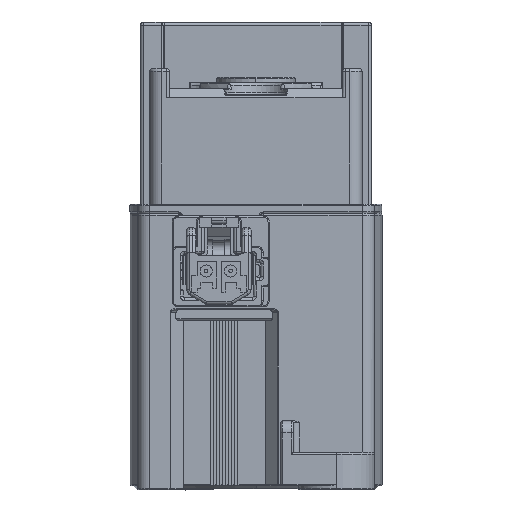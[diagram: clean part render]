
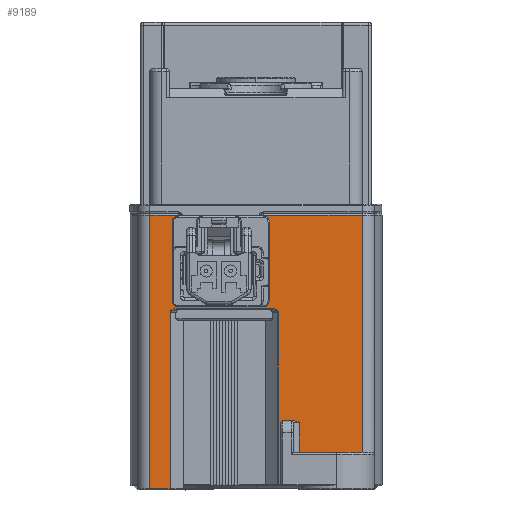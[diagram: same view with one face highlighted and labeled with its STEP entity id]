
A CAD part, left-side view. The second image highlights one B-rep face of the part: STEP entity #9189.
In plain terms, the highlighted planar face has unit normal (-1, 0, 0).
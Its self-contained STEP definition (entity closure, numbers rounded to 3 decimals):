
#1840=CARTESIAN_POINT('',(-25.898,11.467,32.3));
#1841=DIRECTION('',(1.,0.,0.));
#1842=DIRECTION('',(0.,0.,-1.));
#1843=AXIS2_PLACEMENT_3D('',#1840,#1841,#1842);
#1845=CARTESIAN_POINT('',(-25.898,0.067,32.3));
#1846=DIRECTION('',(1.,0.,0.));
#1847=DIRECTION('',(0.,-1.,0.));
#1848=AXIS2_PLACEMENT_3D('',#1845,#1846,#1847);
#1850=DIRECTION('',(0.,-1.,0.));
#1851=VECTOR('',#1850,10.4);
#1852=CARTESIAN_POINT('',(-25.898,-7.133,5.2));
#1853=LINE('',#1852,#1851);
#1854=CARTESIAN_POINT('',(-25.898,-6.302,10.4));
#1855=CARTESIAN_POINT('',(-25.898,-6.39,10.4));
#1856=CARTESIAN_POINT('',(-25.898,-6.568,
10.369));
#1857=CARTESIAN_POINT('',(-25.898,-6.846,
10.257));
#1858=CARTESIAN_POINT('',(-25.898,-7.034,
10.154));
#1859=CARTESIAN_POINT('',(-25.898,-7.133,10.1));
#1861=DIRECTION('',(0.,-1.,0.));
#1862=VECTOR('',#1861,1.869);
#1863=CARTESIAN_POINT('',(-25.898,-4.433,10.4));
#1864=LINE('',#1863,#1862);
#1865=CARTESIAN_POINT('',(-25.898,-4.433,10.1));
#1866=DIRECTION('',(1.,0.,0.));
#1867=DIRECTION('',(0.,1.,0.));
#1868=AXIS2_PLACEMENT_3D('',#1865,#1866,#1867);
#1870=DIRECTION('',(0.,0.,1.));
#1871=VECTOR('',#1870,10.2);
#1872=CARTESIAN_POINT('',(-25.898,-4.133,-0.1));
#1873=LINE('',#1872,#1871);
#1874=CARTESIAN_POINT('',(-25.898,14.15,28.2));
#1875=CARTESIAN_POINT('',(-25.898,14.159,28.245));
#1876=CARTESIAN_POINT('',(-25.898,14.149,28.341));
#1877=CARTESIAN_POINT('',(-25.898,13.986,28.607));
#1878=CARTESIAN_POINT('',(-25.898,13.877,28.689));
#1879=CARTESIAN_POINT('',(-25.898,13.653,28.816));
#1880=CARTESIAN_POINT('',(-25.898,13.452,28.877));
#1881=CARTESIAN_POINT('',(-25.898,13.263,28.897));
#1882=CARTESIAN_POINT('',(-25.898,13.16,28.9));
#1899=DIRECTION('',(0.,-1.,0.));
#1900=VECTOR('',#1899,11.4);
#1901=CARTESIAN_POINT('',(-25.898,11.467,31.));
#1902=LINE('',#1901,#1900);
#1922=DIRECTION('',(0.,0.,1.));
#1923=VECTOR('',#1922,12.);
#1924=CARTESIAN_POINT('',(-25.898,-1.233,32.3));
#1925=LINE('',#1924,#1923);
#1949=DIRECTION('',(0.,-1.,0.));
#1950=VECTOR('',#1949,16.3);
#1951=CARTESIAN_POINT('',(-25.898,-1.233,44.3));
#1952=LINE('',#1951,#1950);
#2049=DIRECTION('',(0.,-1.,0.));
#2050=VECTOR('',#2049,4.7);
#2051=CARTESIAN_POINT('',(-25.898,17.467,44.3));
#2052=LINE('',#2051,#2050);
#2199=DIRECTION('',(0.,0.,-1.));
#2200=VECTOR('',#2199,39.1);
#2201=CARTESIAN_POINT('',(-25.898,-17.533,44.3));
#2202=LINE('',#2201,#2200);
#3254=DIRECTION('',(0.,1.,0.));
#3255=VECTOR('',#3254,3.317);
#3256=CARTESIAN_POINT('',(-25.898,14.15,-0.8));
#3257=LINE('',#3256,#3255);
#3277=DIRECTION('',(0.,0.,1.));
#3278=VECTOR('',#3277,45.1);
#3279=CARTESIAN_POINT('',(-25.898,17.467,-0.8));
#3280=LINE('',#3279,#3278);
#3304=DIRECTION('',(0.,0.,-1.));
#3305=VECTOR('',#3304,29.);
#3306=CARTESIAN_POINT('',(-25.898,14.15,28.2));
#3307=LINE('',#3306,#3305);
#3368=CARTESIAN_POINT('',(-25.898,-3.716,28.2));
#3369=CARTESIAN_POINT('',(-25.898,-3.72,
28.256));
#3370=CARTESIAN_POINT('',(-25.898,-3.704,
28.369));
#3371=CARTESIAN_POINT('',(-25.898,-3.548,
28.608));
#3372=CARTESIAN_POINT('',(-25.898,-3.419,
28.705));
#3373=CARTESIAN_POINT('',(-25.898,-3.209,
28.822));
#3374=CARTESIAN_POINT('',(-25.898,-2.95,
28.889));
#3375=CARTESIAN_POINT('',(-25.898,-2.8,
28.902));
#3376=CARTESIAN_POINT('',(-25.898,-2.726,28.9));
#3383=DIRECTION('',(0.,1.,0.));
#3384=VECTOR('',#3383,15.886);
#3385=CARTESIAN_POINT('',(-25.898,-2.726,28.9));
#3386=LINE('',#3385,#3384);
#3422=DIRECTION('',(0.,0.,1.));
#3423=VECTOR('',#3422,28.3);
#3424=CARTESIAN_POINT('',(-25.898,-3.716,-0.1));
#3425=LINE('',#3424,#3423);
#3445=DIRECTION('',(0.,1.,0.));
#3446=VECTOR('',#3445,0.417);
#3447=CARTESIAN_POINT('',(-25.898,-4.133,-0.1));
#3448=LINE('',#3447,#3446);
#6099=DIRECTION('',(0.,0.,-1.));
#6100=VECTOR('',#6099,12.);
#6101=CARTESIAN_POINT('',(-25.898,12.767,44.3));
#6102=LINE('',#6101,#6100);
#7112=DIRECTION('',(0.,0.,1.));
#7113=VECTOR('',#7112,4.9);
#7114=CARTESIAN_POINT('',(-25.898,-7.133,5.2));
#7115=LINE('',#7114,#7113);
#7698=CARTESIAN_POINT('',(-25.898,17.467,44.3));
#7699=CARTESIAN_POINT('',(-25.898,12.767,44.3));
#7700=VERTEX_POINT('',#7698);
#7701=VERTEX_POINT('',#7699);
#7706=CARTESIAN_POINT('',(-25.898,-17.533,44.3));
#7707=VERTEX_POINT('',#7706);
#7708=CARTESIAN_POINT('',(-25.898,-1.233,44.3));
#7709=VERTEX_POINT('',#7708);
#7792=CARTESIAN_POINT('',(-25.898,-4.133,-0.1));
#7793=VERTEX_POINT('',#7792);
#7794=CARTESIAN_POINT('',(-25.898,-3.716,-0.1));
#7795=VERTEX_POINT('',#7794);
#8026=CARTESIAN_POINT('',(-25.898,11.467,31.));
#8027=CARTESIAN_POINT('',(-25.898,12.767,32.3));
#8028=VERTEX_POINT('',#8026);
#8029=VERTEX_POINT('',#8027);
#8030=CARTESIAN_POINT('',(-25.898,17.467,-0.8));
#8031=VERTEX_POINT('',#8030);
#8032=CARTESIAN_POINT('',(-25.898,14.15,-0.8));
#8033=VERTEX_POINT('',#8032);
#8034=CARTESIAN_POINT('',(-25.898,14.15,28.2));
#8035=VERTEX_POINT('',#8034);
#8036=VERTEX_POINT('',#1882);
#8037=CARTESIAN_POINT('',(-25.898,-2.726,28.9));
#8038=VERTEX_POINT('',#8037);
#8039=VERTEX_POINT('',#3368);
#8040=CARTESIAN_POINT('',(-25.898,-4.133,10.1));
#8041=VERTEX_POINT('',#8040);
#8042=CARTESIAN_POINT('',(-25.898,-4.433,10.4));
#8043=VERTEX_POINT('',#8042);
#8044=CARTESIAN_POINT('',(-25.898,-6.302,10.4));
#8045=VERTEX_POINT('',#8044);
#8046=VERTEX_POINT('',#1859);
#8047=CARTESIAN_POINT('',(-25.898,-7.133,5.2));
#8048=VERTEX_POINT('',#8047);
#8049=CARTESIAN_POINT('',(-25.898,-17.533,5.2));
#8050=VERTEX_POINT('',#8049);
#8051=CARTESIAN_POINT('',(-25.898,-1.233,32.3));
#8052=VERTEX_POINT('',#8051);
#8053=CARTESIAN_POINT('',(-25.898,0.067,31.));
#8054=VERTEX_POINT('',#8053);
#9139=CARTESIAN_POINT('',(-25.898,19.467,44.6));
#9140=DIRECTION('',(1.,0.,0.));
#9141=DIRECTION('',(0.,1.,0.));
#9142=AXIS2_PLACEMENT_3D('',#9139,#9140,#9141);
#9143=PLANE('',#9142);
#9145=ORIENTED_EDGE('',*,*,#9144,.F.);
#9147=ORIENTED_EDGE('',*,*,#9146,.T.);
#9149=ORIENTED_EDGE('',*,*,#9148,.F.);
#9151=ORIENTED_EDGE('',*,*,#9150,.T.);
#9153=ORIENTED_EDGE('',*,*,#9152,.T.);
#9155=ORIENTED_EDGE('',*,*,#9154,.T.);
#9157=ORIENTED_EDGE('',*,*,#9156,.F.);
#9159=ORIENTED_EDGE('',*,*,#9158,.T.);
#9161=ORIENTED_EDGE('',*,*,#9160,.F.);
#9162=ORIENTED_EDGE('',*,*,#9127,.F.);
#9164=ORIENTED_EDGE('',*,*,#9163,.F.);
#9166=ORIENTED_EDGE('',*,*,#9165,.F.);
#9168=ORIENTED_EDGE('',*,*,#9167,.T.);
#9170=ORIENTED_EDGE('',*,*,#9169,.T.);
#9172=ORIENTED_EDGE('',*,*,#9171,.T.);
#9174=ORIENTED_EDGE('',*,*,#9173,.T.);
#9176=ORIENTED_EDGE('',*,*,#9175,.F.);
#9178=ORIENTED_EDGE('',*,*,#9177,.T.);
#9180=ORIENTED_EDGE('',*,*,#9179,.T.);
#9182=ORIENTED_EDGE('',*,*,#9181,.T.);
#9184=ORIENTED_EDGE('',*,*,#9183,.T.);
#9186=ORIENTED_EDGE('',*,*,#9185,.T.);
#9187=EDGE_LOOP('',(#9145,#9147,#9149,#9151,#9153,#9155,#9157,#9159,#9161,#9162,
#9164,#9166,#9168,#9170,#9172,#9174,#9176,#9178,#9180,#9182,#9184,#9186));
#9188=FACE_OUTER_BOUND('',#9187,.F.);
#9189=ADVANCED_FACE('',(#9188),#9143,.F.);
#1844=CIRCLE('',#1843,1.3);
#1849=CIRCLE('',#1848,1.3);
#1860=B_SPLINE_CURVE_WITH_KNOTS('',3,(#1854,#1855,#1856,#1857,#1858,#1859),
.UNSPECIFIED.,.F.,.F.,(4,1,1,4),(0.,0.333,0.667,1.),
.UNSPECIFIED.);
#1869=CIRCLE('',#1868,0.3);
#1883=B_SPLINE_CURVE_WITH_KNOTS('',3,(#1874,#1875,#1876,#1877,#1878,#1879,#1880,
#1881,#1882),.UNSPECIFIED.,.F.,.F.,(4,1,1,1,1,1,4),(0.,0.167,
0.333,0.5,0.667,0.833,1.),
.UNSPECIFIED.);
#3377=B_SPLINE_CURVE_WITH_KNOTS('',3,(#3368,#3369,#3370,#3371,#3372,#3373,#3374,
#3375,#3376),.UNSPECIFIED.,.F.,.F.,(4,1,1,1,1,1,4),(0.,0.167,
0.333,0.5,0.667,0.833,1.),
.UNSPECIFIED.);
#9127=EDGE_CURVE('',#8043,#8045,#1864,.T.);
#9144=EDGE_CURVE('',#8028,#8029,#1844,.T.);
#9146=EDGE_CURVE('',#8028,#8054,#1902,.T.);
#9148=EDGE_CURVE('',#8052,#8054,#1849,.T.);
#9150=EDGE_CURVE('',#8052,#7709,#1925,.T.);
#9152=EDGE_CURVE('',#7709,#7707,#1952,.T.);
#9154=EDGE_CURVE('',#7707,#8050,#2202,.T.);
#9156=EDGE_CURVE('',#8048,#8050,#1853,.T.);
#9158=EDGE_CURVE('',#8048,#8046,#7115,.T.);
#9160=EDGE_CURVE('',#8045,#8046,#1860,.T.);
#9163=EDGE_CURVE('',#8041,#8043,#1869,.T.);
#9165=EDGE_CURVE('',#7793,#8041,#1873,.T.);
#9167=EDGE_CURVE('',#7793,#7795,#3448,.T.);
#9169=EDGE_CURVE('',#7795,#8039,#3425,.T.);
#9171=EDGE_CURVE('',#8039,#8038,#3377,.T.);
#9173=EDGE_CURVE('',#8038,#8036,#3386,.T.);
#9175=EDGE_CURVE('',#8035,#8036,#1883,.T.);
#9177=EDGE_CURVE('',#8035,#8033,#3307,.T.);
#9179=EDGE_CURVE('',#8033,#8031,#3257,.T.);
#9181=EDGE_CURVE('',#8031,#7700,#3280,.T.);
#9183=EDGE_CURVE('',#7700,#7701,#2052,.T.);
#9185=EDGE_CURVE('',#7701,#8029,#6102,.T.);
